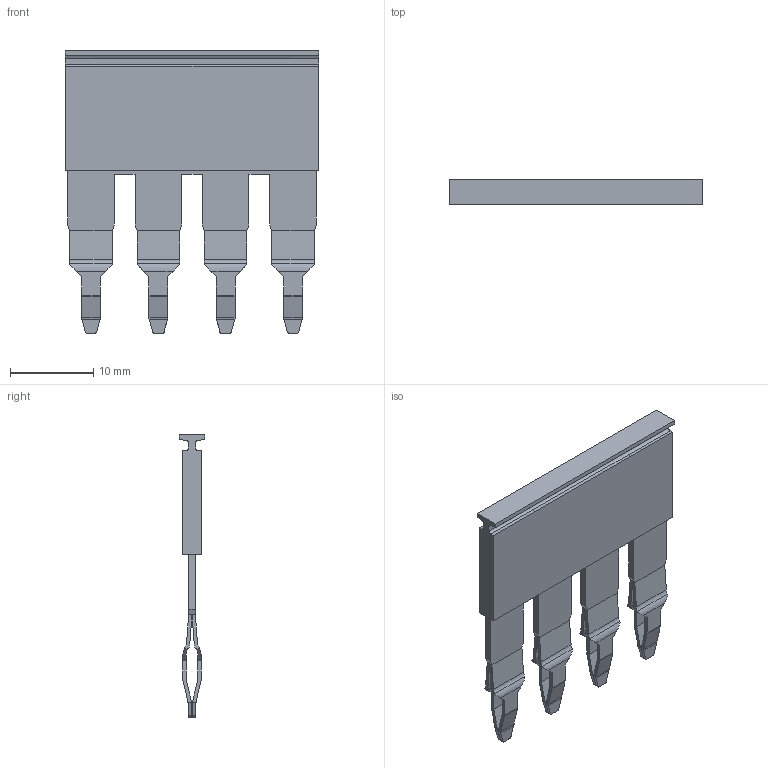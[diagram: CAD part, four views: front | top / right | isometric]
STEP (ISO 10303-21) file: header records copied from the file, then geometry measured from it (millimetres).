
FILE_DESCRIPTION(('CATIA V5R22 STEP214','CAx-IF Rec.Pracs.--- Model Styling and Organization---1.4--- 2014-01-23'),'2;1');
FILE_NAME ('106105-1_0', '2021-06-01T05:52:11+00:00', ('Weidmueller Interface'), ('Weidmueller'), 'CATIA Version 5-6 Release 2016 SP3 HF44', 'CATIA V5 STEP AP214', 'none');
FILE_SCHEMA(('AUTOMOTIVE_DESIGN { 1 0 10303 214 1 1 1 1 }'));
Length unit declared in the file: millimetre
Products named in the file (1): ZQV_6-4_ZTL6
Bounding box: 30.5 x 3.1 x 33.96 mm (x, y, z)
Volume: 1238.1 mm3; surface area: 2344.9 mm2
Topology: 2 solids, 2 shells, 252 faces, 744 edges, 496 vertices
Faces by surface type: plane 176, cylinder 48, extrusion 28
Entity records: 9013 total; most frequent: CARTESIAN_POINT 2875, ORIENTED_EDGE 1488, DIRECTION 904, EDGE_CURVE 744, VECTOR 516, VERTEX_POINT 496, LINE 488, ADVANCED_FACE 252
